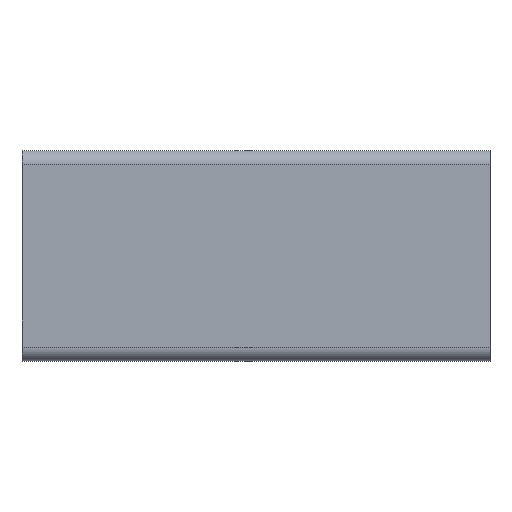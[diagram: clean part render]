
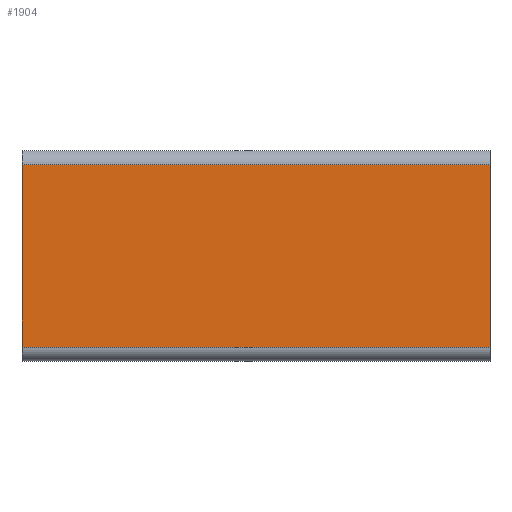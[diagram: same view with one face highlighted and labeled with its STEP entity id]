
A CAD part, top view. The second image highlights one B-rep face of the part: STEP entity #1904.
In plain terms, the highlighted planar face has unit normal (0, 0, 1).
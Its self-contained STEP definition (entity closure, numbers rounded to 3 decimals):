
#357 = DIRECTION ( 'NONE',  ( 0., 0., -1. ) ) ;
#440 = CARTESIAN_POINT ( 'NONE',  ( 59.184, 35.398, 22.5 ) ) ;
#964 = DIRECTION ( 'NONE',  ( -1., 0., 0. ) ) ;
#1044 = VECTOR ( 'NONE', #5923, 1000. ) ;
#1556 = CARTESIAN_POINT ( 'NONE',  ( 59.184, 74.398, 22.5 ) ) ;
#1631 = VECTOR ( 'NONE', #964, 1000. ) ;
#1639 = CARTESIAN_POINT ( 'NONE',  ( 59.184, 74.398, 22.5 ) ) ;
#1805 = CARTESIAN_POINT ( 'NONE',  ( 59.184, 74.398, 22.5 ) ) ;
#1857 = LINE ( 'NONE', #5401, #5368 ) ;
#1904 = ADVANCED_FACE ( 'NONE', ( #3392 ), #3371, .F. ) ;
#2069 = EDGE_CURVE ( 'NONE', #5540, #6798, #1857, .T. ) ;
#2696 = EDGE_CURVE ( 'NONE', #6484, #6798, #6127, .T. ) ;
#2851 = LINE ( 'NONE', #1639, #1044 ) ;
#2908 = DIRECTION ( 'NONE',  ( -1., 0., 0. ) ) ;
#3145 = LINE ( 'NONE', #4586, #1631 ) ;
#3371 = PLANE ( 'NONE',  #4007 ) ;
#3392 = FACE_OUTER_BOUND ( 'NONE', #7466, .T. ) ;
#3657 = ORIENTED_EDGE ( 'NONE', *, *, #2696, .F. ) ;
#3786 = ORIENTED_EDGE ( 'NONE', *, *, #5132, .F. ) ;
#4007 = AXIS2_PLACEMENT_3D ( 'NONE', #1556, #357, #4578 ) ;
#4325 = VERTEX_POINT ( 'NONE', #1805 ) ;
#4517 = CARTESIAN_POINT ( 'NONE',  ( -40.816, 35.398, 22.5 ) ) ;
#4578 = DIRECTION ( 'NONE',  ( -1., 0., 0. ) ) ;
#4586 = CARTESIAN_POINT ( 'NONE',  ( 59.184, 74.398, 22.5 ) ) ;
#4695 = VECTOR ( 'NONE', #2908, 1000. ) ;
#4810 = CARTESIAN_POINT ( 'NONE',  ( 59.184, 35.398, 22.5 ) ) ;
#5132 = EDGE_CURVE ( 'NONE', #4325, #6484, #2851, .T. ) ;
#5368 = VECTOR ( 'NONE', #7719, 1000. ) ;
#5401 = CARTESIAN_POINT ( 'NONE',  ( -40.816, 74.398, 22.5 ) ) ;
#5419 = ORIENTED_EDGE ( 'NONE', *, *, #2069, .T. ) ;
#5540 = VERTEX_POINT ( 'NONE', #7364 ) ;
#5923 = DIRECTION ( 'NONE',  ( 0., -1., 0. ) ) ;
#6127 = LINE ( 'NONE', #4810, #4695 ) ;
#6484 = VERTEX_POINT ( 'NONE', #440 ) ;
#6798 = VERTEX_POINT ( 'NONE', #4517 ) ;
#7364 = CARTESIAN_POINT ( 'NONE',  ( -40.816, 74.398, 22.5 ) ) ;
#7369 = EDGE_CURVE ( 'NONE', #4325, #5540, #3145, .T. ) ;
#7457 = ORIENTED_EDGE ( 'NONE', *, *, #7369, .T. ) ;
#7466 = EDGE_LOOP ( 'NONE', ( #5419, #3657, #3786, #7457 ) ) ;
#7719 = DIRECTION ( 'NONE',  ( 0., -1., 0. ) ) ;
